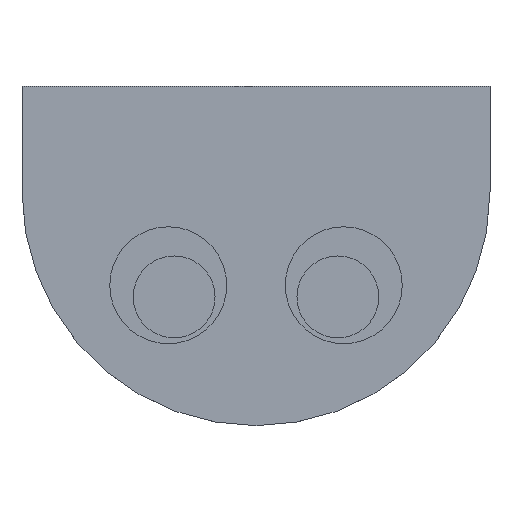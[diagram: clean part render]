
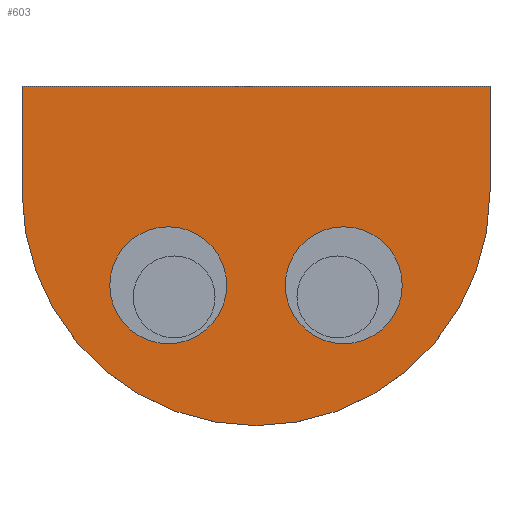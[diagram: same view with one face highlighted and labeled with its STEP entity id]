
A CAD part, top view. The second image highlights one B-rep face of the part: STEP entity #603.
In plain terms, the highlighted planar face has unit normal (0, 0, 1).
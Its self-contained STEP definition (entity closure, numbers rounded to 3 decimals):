
#41=FACE_BOUND('',#155,.T.);
#42=FACE_BOUND('',#156,.T.);
#62=PLANE('',#665);
#96=FACE_OUTER_BOUND('',#154,.T.);
#154=EDGE_LOOP('',(#548,#549,#550,#551));
#155=EDGE_LOOP('',(#552));
#156=EDGE_LOOP('',(#553));
#167=LINE('',#865,#215);
#204=LINE('',#997,#252);
#205=LINE('',#999,#253);
#215=VECTOR('',#690,40.);
#252=VECTOR('',#829,9.);
#253=VECTOR('',#832,9.);
#276=CIRCLE('',#655,5.);
#278=CIRCLE('',#659,5.);
#279=CIRCLE('',#662,20.);
#290=VERTEX_POINT('',#862);
#291=VERTEX_POINT('',#864);
#331=VERTEX_POINT('',#981);
#333=VERTEX_POINT('',#987);
#334=VERTEX_POINT('',#991);
#335=VERTEX_POINT('',#993);
#348=EDGE_CURVE('',#291,#290,#167,.T.);
#402=EDGE_CURVE('',#331,#331,#276,.T.);
#404=EDGE_CURVE('',#333,#333,#278,.T.);
#406=EDGE_CURVE('',#335,#334,#279,.T.);
#408=EDGE_CURVE('',#334,#291,#204,.T.);
#409=EDGE_CURVE('',#335,#290,#205,.T.);
#548=ORIENTED_EDGE('',*,*,#409,.F.);
#549=ORIENTED_EDGE('',*,*,#406,.T.);
#550=ORIENTED_EDGE('',*,*,#408,.T.);
#551=ORIENTED_EDGE('',*,*,#348,.T.);
#552=ORIENTED_EDGE('',*,*,#402,.T.);
#553=ORIENTED_EDGE('',*,*,#404,.T.);
#603=ADVANCED_FACE('',(#96,#41,#42),#62,.T.);
#655=AXIS2_PLACEMENT_3D('',#982,#809,#810);
#659=AXIS2_PLACEMENT_3D('',#988,#817,#818);
#662=AXIS2_PLACEMENT_3D('',#994,#824,#825);
#665=AXIS2_PLACEMENT_3D('',#1000,#833,#834);
#690=DIRECTION('',(-1.,0.,0.));
#809=DIRECTION('center_axis',(0.,0.,-1.));
#810=DIRECTION('ref_axis',(-1.,0.,0.));
#817=DIRECTION('center_axis',(0.,0.,-1.));
#818=DIRECTION('ref_axis',(-1.,0.,0.));
#824=DIRECTION('center_axis',(0.,0.,1.));
#825=DIRECTION('ref_axis',(-1.,0.,0.));
#829=DIRECTION('',(0.,1.,0.));
#832=DIRECTION('',(0.,1.,0.));
#833=DIRECTION('center_axis',(0.,0.,1.));
#834=DIRECTION('ref_axis',(1.,0.,0.));
#862=CARTESIAN_POINT('',(8.841,59.881,1.5));
#864=CARTESIAN_POINT('',(48.841,59.881,1.5));
#865=CARTESIAN_POINT('',(18.841,59.881,1.5));
#981=CARTESIAN_POINT('',(41.341,42.881,1.5));
#982=CARTESIAN_POINT('Origin',(36.341,42.881,1.5));
#987=CARTESIAN_POINT('',(26.341,42.881,1.5));
#988=CARTESIAN_POINT('Origin',(21.341,42.881,1.5));
#991=CARTESIAN_POINT('',(48.841,50.881,1.5));
#993=CARTESIAN_POINT('',(8.841,50.881,1.5));
#994=CARTESIAN_POINT('Origin',(28.841,50.881,1.5));
#997=CARTESIAN_POINT('',(48.841,50.881,1.5));
#999=CARTESIAN_POINT('',(8.841,57.881,1.5));
#1000=CARTESIAN_POINT('Origin',(28.841,54.381,1.5));
